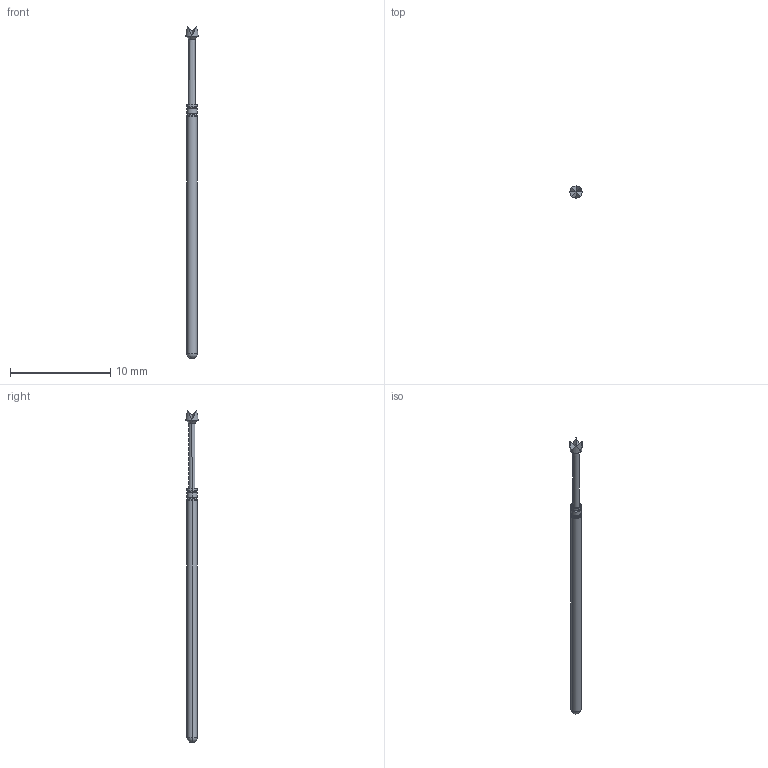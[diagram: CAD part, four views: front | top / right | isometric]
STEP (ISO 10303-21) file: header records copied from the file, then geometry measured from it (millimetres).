
FILE_DESCRIPTION (( 'STEP AP214' ), '1' );
FILE_NAME ('MOD-1109249-F07514S120L100.STEP', '2024-04-10T07:21:11', ( 'FEINMETALL GmbH ' ), ( 'FEINMETALL GmbH ' ), 'SwSTEP 2.0', 'SolidWorks 2020', '' );
FILE_SCHEMA (( 'AUTOMOTIVE_DESIGN' ));
Length unit declared in the file: millimetre
Products named in the file (1): MOD-1109249-F07514S120L100
Bounding box: 1.2 x 1.2 x 33.1 mm (x, y, z)
Volume: 23.4 mm3; surface area: 102.4 mm2
Topology: 1 solids, 1 shells, 47 faces, 96 edges, 53 vertices
Faces by surface type: plane 15, torus 14, cylinder 12, cone 6
Entity records: 1760 total; most frequent: DIRECTION 238, CARTESIAN_POINT 221, ORIENTED_EDGE 192, AXIS2_PLACEMENT_3D 102, EDGE_CURVE 96, CIRCLE 54, VERTEX_POINT 53, EDGE_LOOP 49
